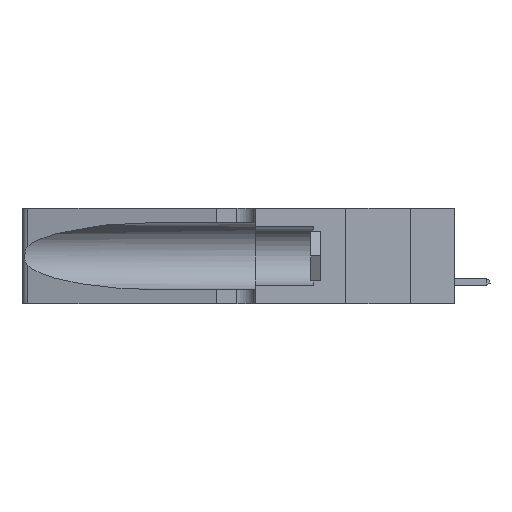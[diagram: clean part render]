
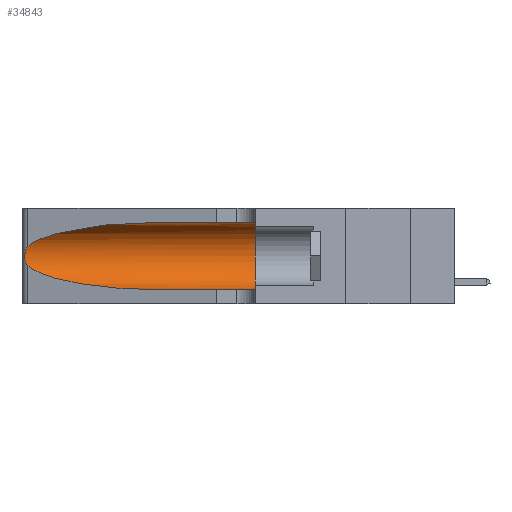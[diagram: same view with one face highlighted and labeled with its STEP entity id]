
A CAD part, left-side view. The second image highlights one B-rep face of the part: STEP entity #34843.
In plain terms, the highlighted cylindrical face has radius 3.308 mm (diameter 6.617 mm), a partial arc.
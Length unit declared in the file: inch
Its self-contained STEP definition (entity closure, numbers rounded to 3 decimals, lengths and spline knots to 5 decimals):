
#14 = VERTEX_POINT ( 'NONE', #21912 ) ;
#98 = VERTEX_POINT ( 'NONE', #14728 ) ;
#1549 = VECTOR ( 'NONE', #6362, 39.37008 ) ;
#2135 = ORIENTED_EDGE ( 'NONE', *, *, #2565, .T. ) ;
#2565 = EDGE_CURVE ( 'NONE', #14, #98, #4506, .T. ) ;
#3011 = CARTESIAN_POINT ( 'NONE',  ( 0.1305, 1.61858, 0.31525 ) ) ;
#4285 = CARTESIAN_POINT ( 'NONE',  ( 0.26017, 1.23833, 0.17102 ) ) ;
#4366 = LINE ( 'NONE', #3011, #28484 ) ;
#4464 = CARTESIAN_POINT ( 'NONE',  ( 0.1305, 0.35, 0.31525 ) ) ;
#4506 = LINE ( 'NONE', #9779, #1549 ) ;
#5871 = VERTEX_POINT ( 'NONE', #24502 ) ;
#6034 = ORIENTED_EDGE ( 'NONE', *, *, #39519, .F. ) ;
#6362 = DIRECTION ( 'NONE',  ( 0., -1., 0. ) ) ;
#6680 = CARTESIAN_POINT ( 'NONE',  ( 0.25854, 1.2359, 0.20912 ) ) ;
#7432 = DIRECTION ( 'NONE',  ( 0., 1., 0. ) ) ;
#7470 = CARTESIAN_POINT ( 'NONE',  ( 0.25639, 1.23186, 0.15144 ) ) ;
#9779 = CARTESIAN_POINT ( 'NONE',  ( 0.1305, 1.61858, 0.05475 ) ) ;
#10079 = CARTESIAN_POINT ( 'NONE',  ( 0.25487, 1.22718, 0.22369 ) ) ;
#12497 = VERTEX_POINT ( 'NONE', #28267 ) ;
#12835 = CARTESIAN_POINT ( 'NONE',  ( 0.25639, 1.23184, 0.21858 ) ) ;
#13250 = FACE_OUTER_BOUND ( 'NONE', #22175, .T. ) ;
#13421 = AXIS2_PLACEMENT_3D ( 'NONE', #18541, #21603, #27736 ) ;
#13502 = CARTESIAN_POINT ( 'NONE',  ( 0.26075, 1.23896, 0.178 ) ) ;
#14064 = CARTESIAN_POINT ( 'NONE',  ( 0.1305, 0.72297, 0.05475 ) ) ;
#14156 = CARTESIAN_POINT ( 'NONE',  ( 0.25487, 1.22718, 0.14631 ) ) ;
#14728 = CARTESIAN_POINT ( 'NONE',  ( 0.1305, 0.35, 0.05475 ) ) ;
#14764 =( BOUNDED_CURVE ( )  B_SPLINE_CURVE ( 3, ( #14156, #20830, #32694, #14064 ),
 .UNSPECIFIED., .F., .F. ) 
 B_SPLINE_CURVE_WITH_KNOTS ( ( 4, 4 ),
 ( 3.44316, 4.71239 ),
 .UNSPECIFIED. ) 
 CURVE ( )  GEOMETRIC_REPRESENTATION_ITEM ( )  RATIONAL_B_SPLINE_CURVE ( ( 1., 0.87, 0.87, 1. ) ) 
 REPRESENTATION_ITEM ( '' )  );
#15190 = VERTEX_POINT ( 'NONE', #4464 ) ;
#16012 = CARTESIAN_POINT ( 'NONE',  ( 0.25787, 1.23484, 0.2124 ) ) ;
#17096 = CARTESIAN_POINT ( 'NONE',  ( 0.25856, 1.23593, 0.16098 ) ) ;
#17781 =( BOUNDED_CURVE ( )  B_SPLINE_CURVE ( 3, ( #25032, #24907, #34299, #18824 ),
 .UNSPECIFIED., .F., .T. ) 
 B_SPLINE_CURVE_WITH_KNOTS ( ( 4, 4 ),
 ( 1.5708, 2.84003 ),
 .UNSPECIFIED. ) 
 CURVE ( )  GEOMETRIC_REPRESENTATION_ITEM ( )  RATIONAL_B_SPLINE_CURVE ( ( 1., 0.87, 0.87, 1. ) ) 
 REPRESENTATION_ITEM ( '' )  );
#18087 = ORIENTED_EDGE ( 'NONE', *, *, #25443, .T. ) ;
#18442 = EDGE_CURVE ( 'NONE', #15190, #98, #22442, .T. ) ;
#18541 = CARTESIAN_POINT ( 'NONE',  ( 0.1305, 1.61858, 0.185 ) ) ;
#18824 = CARTESIAN_POINT ( 'NONE',  ( 0.25487, 1.22718, 0.22369 ) ) ;
#19180 = CYLINDRICAL_SURFACE ( 'NONE', #13421, 0.13025 ) ;
#19705 = CARTESIAN_POINT ( 'NONE',  ( 0.26018, 1.23835, 0.19895 ) ) ;
#20632 = EDGE_CURVE ( 'NONE', #5871, #20829, #32306, .T. ) ;
#20829 = VERTEX_POINT ( 'NONE', #35507 ) ;
#20830 = CARTESIAN_POINT ( 'NONE',  ( 0.2373, 1.15595, 0.08982 ) ) ;
#21603 = DIRECTION ( 'NONE',  ( 0., -1., 0. ) ) ;
#21912 = CARTESIAN_POINT ( 'NONE',  ( 0.1305, 0.72297, 0.05475 ) ) ;
#22175 = EDGE_LOOP ( 'NONE', ( #26293, #30735, #18087, #2135, #23799, #6034 ) ) ;
#22442 = CIRCLE ( 'NONE', #31863, 0.13025 ) ;
#22707 = CARTESIAN_POINT ( 'NONE',  ( 0.1305, 0.35, 0.185 ) ) ;
#23007 = CARTESIAN_POINT ( 'NONE',  ( 0.26075, 1.23896, 0.19203 ) ) ;
#23799 = ORIENTED_EDGE ( 'NONE', *, *, #18442, .F. ) ;
#24502 = CARTESIAN_POINT ( 'NONE',  ( 0.25487, 1.22718, 0.22369 ) ) ;
#24907 = CARTESIAN_POINT ( 'NONE',  ( 0.18966, 0.96281, 0.31525 ) ) ;
#24908 = DIRECTION ( 'NONE',  ( 0., -1., 0. ) ) ;
#25032 = CARTESIAN_POINT ( 'NONE',  ( 0.1305, 0.72297, 0.31525 ) ) ;
#25443 = EDGE_CURVE ( 'NONE', #20829, #14, #14764, .T. ) ;
#26293 = ORIENTED_EDGE ( 'NONE', *, *, #26410, .T. ) ;
#26410 = EDGE_CURVE ( 'NONE', #12497, #5871, #17781, .T. ) ;
#27736 = DIRECTION ( 'NONE',  ( 0., 0., -1. ) ) ;
#28267 = CARTESIAN_POINT ( 'NONE',  ( 0.1305, 0.72297, 0.31525 ) ) ;
#28484 = VECTOR ( 'NONE', #24908, 39.37008 ) ;
#29386 = DIRECTION ( 'NONE',  ( 0., 0., 1. ) ) ;
#30735 = ORIENTED_EDGE ( 'NONE', *, *, #20632, .T. ) ;
#31863 = AXIS2_PLACEMENT_3D ( 'NONE', #22707, #7432, #29386 ) ;
#32306 = B_SPLINE_CURVE_WITH_KNOTS ( 'NONE', 3,
 ( #10079, #35155, #12835, #16012, #6680, #19705, #23007, #13502, #4285, #17096, #39047, #7470, #35418, #38618 ),
 .UNSPECIFIED., .F., .F.,
 ( 4, 2, 2, 2, 2, 2, 4 ),
 ( 0., 0.00027, 0.00053, 0.00107, 0.0016, 0.00187, 0.00214 ),
 .UNSPECIFIED. ) ;
#32694 = CARTESIAN_POINT ( 'NONE',  ( 0.18966, 0.96281, 0.05475 ) ) ;
#34299 = CARTESIAN_POINT ( 'NONE',  ( 0.2373, 1.15595, 0.28018 ) ) ;
#34843 = ADVANCED_FACE ( 'NONE', ( #13250 ), #19180, .F. ) ;
#35155 = CARTESIAN_POINT ( 'NONE',  ( 0.25555, 1.22994, 0.2215 ) ) ;
#35418 = CARTESIAN_POINT ( 'NONE',  ( 0.25555, 1.22993, 0.14849 ) ) ;
#35507 = CARTESIAN_POINT ( 'NONE',  ( 0.25487, 1.22718, 0.14631 ) ) ;
#38618 = CARTESIAN_POINT ( 'NONE',  ( 0.25487, 1.22718, 0.14631 ) ) ;
#39047 = CARTESIAN_POINT ( 'NONE',  ( 0.25789, 1.23486, 0.15765 ) ) ;
#39519 = EDGE_CURVE ( 'NONE', #12497, #15190, #4366, .T. ) ;
